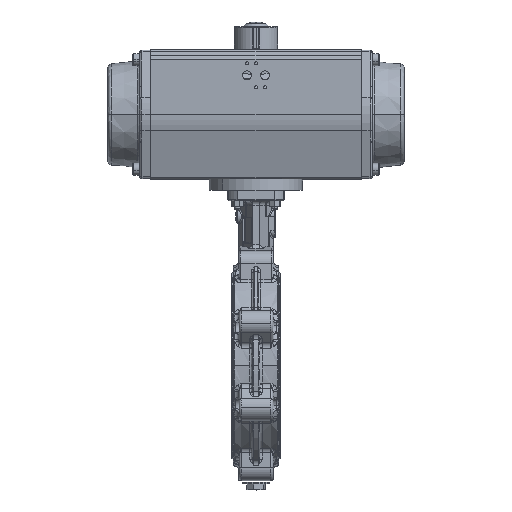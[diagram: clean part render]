
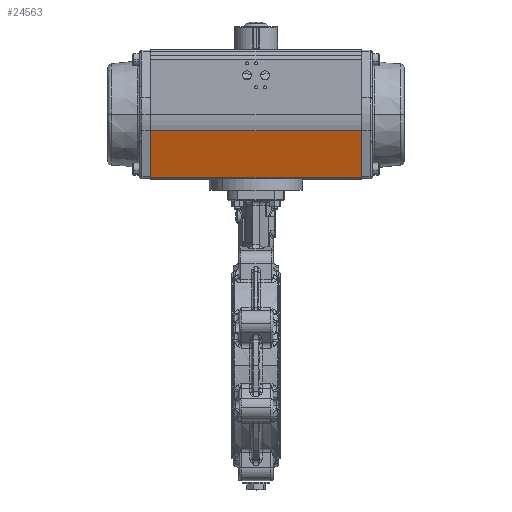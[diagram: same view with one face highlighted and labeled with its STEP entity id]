
A CAD part, top view. The second image highlights one B-rep face of the part: STEP entity #24563.
In plain terms, the highlighted planar face has unit normal (0, 0.288, -0.958).
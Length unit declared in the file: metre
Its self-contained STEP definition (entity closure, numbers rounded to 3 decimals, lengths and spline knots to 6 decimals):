
#7074 = PLANE ( 'NONE',  #26205 ) ;
#7617 = EDGE_CURVE ( 'NONE', #93077, #17438, #89380, .T. ) ;
#14003 = CARTESIAN_POINT ( 'NONE',  ( -0.212242, 0.244315, 0.497397 ) ) ;
#15432 = DIRECTION ( 'NONE',  ( 1., 0., 0. ) ) ;
#15737 = DIRECTION ( 'NONE',  ( 0., 0.958, 0.288 ) ) ;
#17438 = VERTEX_POINT ( 'NONE', #17931 ) ;
#17931 = CARTESIAN_POINT ( 'NONE',  ( 0.067758, 0.182337, 0.478759 ) ) ;
#18787 = EDGE_CURVE ( 'NONE', #17438, #22951, #97420, .T. ) ;
#22951 = VERTEX_POINT ( 'NONE', #45443 ) ;
#24563 = ADVANCED_FACE ( 'NONE', ( #27692 ), #7074, .T. ) ;
#26205 = AXIS2_PLACEMENT_3D ( 'NONE', #59320, #37706, #59797 ) ;
#27114 = EDGE_CURVE ( 'NONE', #76126, #93077, #38529, .T. ) ;
#27575 = DIRECTION ( 'NONE',  ( 0., -0.958, -0.288 ) ) ;
#27692 = FACE_OUTER_BOUND ( 'NONE', #35258, .T. ) ;
#27731 = ORIENTED_EDGE ( 'NONE', *, *, #18787, .T. ) ;
#35258 = EDGE_LOOP ( 'NONE', ( #90701, #95416, #27731, #92333 ) ) ;
#37538 = CARTESIAN_POINT ( 'NONE',  ( -0.212242, 0.244315, 0.497397 ) ) ;
#37706 = DIRECTION ( 'NONE',  ( 0., 0.288, -0.958 ) ) ;
#38529 = LINE ( 'NONE', #37538, #71401 ) ;
#42695 = CARTESIAN_POINT ( 'NONE',  ( 0.067758, 0.182337, 0.478759 ) ) ;
#45443 = CARTESIAN_POINT ( 'NONE',  ( -0.212242, 0.182337, 0.478759 ) ) ;
#49547 = VECTOR ( 'NONE', #98878, 1. ) ;
#59320 = CARTESIAN_POINT ( 'NONE',  ( -0.212242, 0.182337, 0.478759 ) ) ;
#59797 = DIRECTION ( 'NONE',  ( 0., -0.958, -0.288 ) ) ;
#60907 = CARTESIAN_POINT ( 'NONE',  ( -0.212242, 0.182337, 0.478759 ) ) ;
#68201 = CARTESIAN_POINT ( 'NONE',  ( -0.212242, 0.182337, 0.478759 ) ) ;
#71401 = VECTOR ( 'NONE', #15432, 1. ) ;
#76126 = VERTEX_POINT ( 'NONE', #14003 ) ;
#76643 = EDGE_CURVE ( 'NONE', #22951, #76126, #84550, .T. ) ;
#78155 = CARTESIAN_POINT ( 'NONE',  ( 0.067758, 0.244315, 0.497397 ) ) ;
#84550 = LINE ( 'NONE', #60907, #85066 ) ;
#85066 = VECTOR ( 'NONE', #15737, 1. ) ;
#89380 = LINE ( 'NONE', #42695, #92134 ) ;
#90701 = ORIENTED_EDGE ( 'NONE', *, *, #27114, .T. ) ;
#92134 = VECTOR ( 'NONE', #27575, 1. ) ;
#92333 = ORIENTED_EDGE ( 'NONE', *, *, #76643, .T. ) ;
#93077 = VERTEX_POINT ( 'NONE', #78155 ) ;
#95416 = ORIENTED_EDGE ( 'NONE', *, *, #7617, .T. ) ;
#97420 = LINE ( 'NONE', #68201, #49547 ) ;
#98878 = DIRECTION ( 'NONE',  ( -1., 0., 0. ) ) ;
